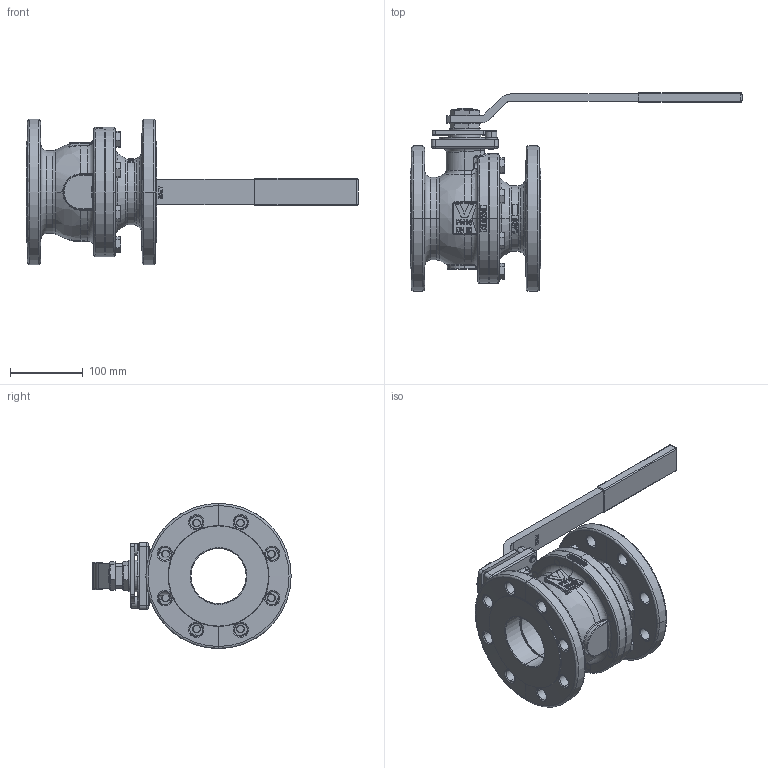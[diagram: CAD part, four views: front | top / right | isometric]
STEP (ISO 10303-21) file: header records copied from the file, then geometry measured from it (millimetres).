
FILE_DESCRIPTION (( 'STEP AP203' ), '1' );
FILE_NAME ('76000014.STEP', '2010-07-26T06:16:55', ( '.' ), ( '.' ), 'SwSTEP 2.0', 'SolidWorks 2008', '' );
FILE_SCHEMA (( 'CONFIG_CONTROL_DESIGN' ));
Products named in the file (1): 76000014
Bounding box: 457 x 273 x 199.99 mm (x, y, z)
Volume: 2644918.9 mm3; surface area: 426164.6 mm2
Topology: 1 solids, 1 shells, 1320 faces, 3396 edges, 2153 vertices
Faces by surface type: plane 406, bspline 390, cone 256, cylinder 256, torus 12
Entity records: 111697 total; most frequent: CARTESIAN_POINT 82768, ORIENTED_EDGE 6760, DIRECTION 4888, EDGE_CURVE 3380, VERTEX_POINT 2153, AXIS2_PLACEMENT_3D 1859, EDGE_LOOP 1475, FACE_OUTER_BOUND 1320
